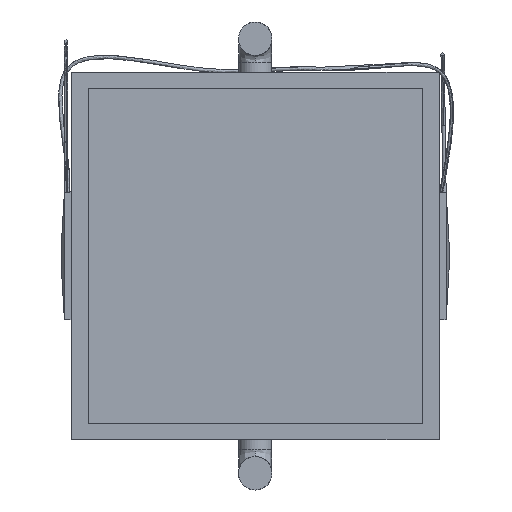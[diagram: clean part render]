
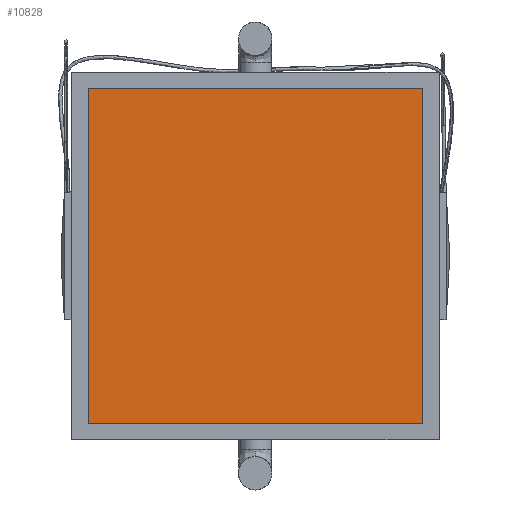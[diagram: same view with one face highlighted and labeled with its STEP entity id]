
A CAD part, front view. The second image highlights one B-rep face of the part: STEP entity #10828.
In plain terms, the highlighted planar face has unit normal (0, -1, 0).
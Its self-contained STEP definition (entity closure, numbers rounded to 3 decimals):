
#589 = DIRECTION ( 'NONE',  ( 0., 0., -1. ) ) ;
#633 = CARTESIAN_POINT ( 'NONE',  ( -5., 0.01, -5. ) ) ;
#1067 = VERTEX_POINT ( 'NONE', #7456 ) ;
#1459 = VECTOR ( 'NONE', #589, 1000. ) ;
#1542 = VECTOR ( 'NONE', #10453, 1000. ) ;
#1850 = PLANE ( 'NONE',  #3801 ) ;
#2503 = EDGE_CURVE ( 'NONE', #3244, #6309, #5677, .T. ) ;
#2985 = EDGE_CURVE ( 'NONE', #5075, #3244, #5787, .T. ) ;
#3138 = CARTESIAN_POINT ( 'NONE',  ( -5., 0.01, 5. ) ) ;
#3244 = VERTEX_POINT ( 'NONE', #633 ) ;
#3397 = VECTOR ( 'NONE', #6686, 1000. ) ;
#3801 = AXIS2_PLACEMENT_3D ( 'NONE', #8748, #7845, #9634 ) ;
#4131 = DIRECTION ( 'NONE',  ( 0., 0., 1. ) ) ;
#4567 = VECTOR ( 'NONE', #4131, 1000. ) ;
#5075 = VERTEX_POINT ( 'NONE', #10645 ) ;
#5325 = LINE ( 'NONE', #9477, #1542 ) ;
#5677 = LINE ( 'NONE', #11013, #3397 ) ;
#5787 = LINE ( 'NONE', #3138, #1459 ) ;
#5790 = CARTESIAN_POINT ( 'NONE',  ( 5., 0.01, -5. ) ) ;
#5804 = ORIENTED_EDGE ( 'NONE', *, *, #2503, .T. ) ;
#6220 = EDGE_LOOP ( 'NONE', ( #10674, #6821, #8726, #5804 ) ) ;
#6309 = VERTEX_POINT ( 'NONE', #5790 ) ;
#6403 = EDGE_CURVE ( 'NONE', #1067, #5075, #5325, .T. ) ;
#6551 = CARTESIAN_POINT ( 'NONE',  ( 5., 0.01, 5. ) ) ;
#6686 = DIRECTION ( 'NONE',  ( 1., 0., 0. ) ) ;
#6821 = ORIENTED_EDGE ( 'NONE', *, *, #6403, .T. ) ;
#6881 = LINE ( 'NONE', #6551, #4567 ) ;
#7103 = FACE_OUTER_BOUND ( 'NONE', #6220, .T. ) ;
#7456 = CARTESIAN_POINT ( 'NONE',  ( 5., 0.01, 5. ) ) ;
#7845 = DIRECTION ( 'NONE',  ( 0., -1., 0. ) ) ;
#8726 = ORIENTED_EDGE ( 'NONE', *, *, #2985, .T. ) ;
#8748 = CARTESIAN_POINT ( 'NONE',  ( 0., 0.01, 0. ) ) ;
#9374 = EDGE_CURVE ( 'NONE', #6309, #1067, #6881, .T. ) ;
#9477 = CARTESIAN_POINT ( 'NONE',  ( -5., 0.01, 5. ) ) ;
#9634 = DIRECTION ( 'NONE',  ( 0., 0., -1. ) ) ;
#10453 = DIRECTION ( 'NONE',  ( -1., 0., 0. ) ) ;
#10645 = CARTESIAN_POINT ( 'NONE',  ( -5., 0.01, 5. ) ) ;
#10674 = ORIENTED_EDGE ( 'NONE', *, *, #9374, .T. ) ;
#10828 = ADVANCED_FACE ( 'NONE', ( #7103 ), #1850, .T. ) ;
#11013 = CARTESIAN_POINT ( 'NONE',  ( -5., 0.01, -5. ) ) ;
